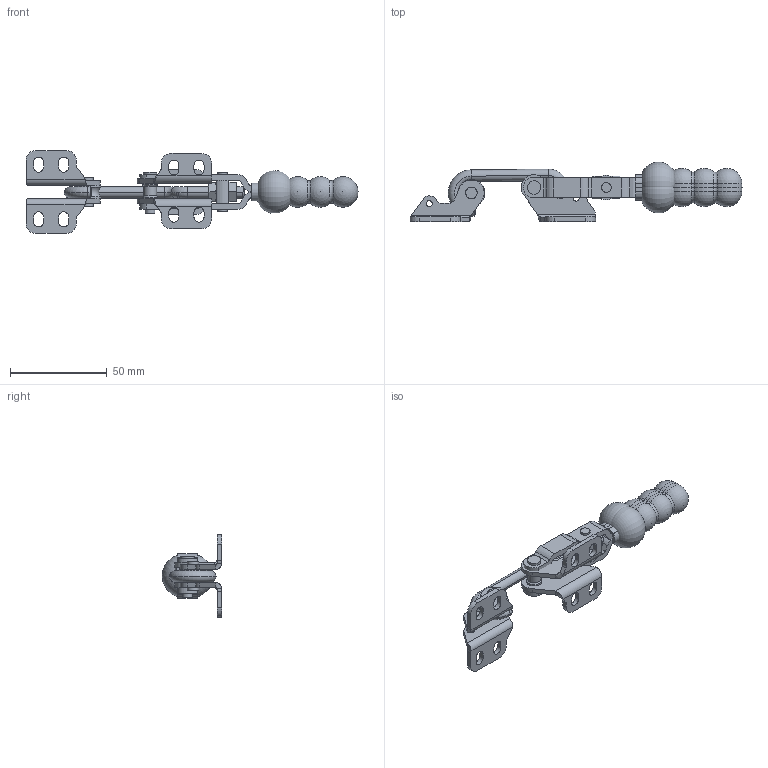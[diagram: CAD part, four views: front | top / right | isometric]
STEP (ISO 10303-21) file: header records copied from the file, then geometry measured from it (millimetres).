
FILE_DESCRIPTION(/* description */ ('Alibre Inc.'),/* implementation_level */ '2;1');
FILE_NAME(/* name */ 'export0',/* time_stamp */ '2012-02-17T12:29:40+01:00',/* author */ (''),/* organization */ (''),/* preprocessor_version */ 'ST-DEVELOPER v12',/* originating_system */ 'Alibre',/* authorisation */ '');
FILE_SCHEMA (('ALIBRE_SCHEMA','CONFIG_CONTROL_DESIGN'));
Length unit declared in the file: millimetre
Products named in the file (1): ID_1
Bounding box: 171.71 x 30.95 x 42.81 mm (x, y, z)
Volume: 34339.3 mm3; surface area: 28274.9 mm2
Topology: 16 solids, 16 shells, 361 faces, 908 edges, 554 vertices
Faces by surface type: cylinder 161, plane 141, torus 27, cone 18, bspline 8, sphere 6
Full cylindrical faces by diameter (mm): 3.075 x4, 4.15 x2, 4.95 x3, 5 x2, 5.05 x4, 5.095 x1, 5.925 x2, 5.95 x2, 6.075 x4, 6.15 x1, 6.6 x1, 7 x1, 7.915 x1, 8 x3, 14 x2
Entity records: 21607 total; most frequent: CARTESIAN_POINT 4316, ORIENTED_EDGE 3336, DIRECTION 3221, EDGE_CURVE 1668, AXIS2_PLACEMENT_3D 1367, VERTEX_POINT 1056, EDGE_LOOP 924, FACE_BOUND 924
